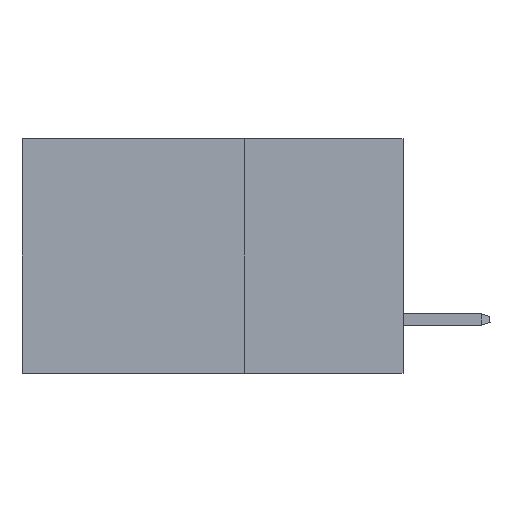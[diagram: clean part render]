
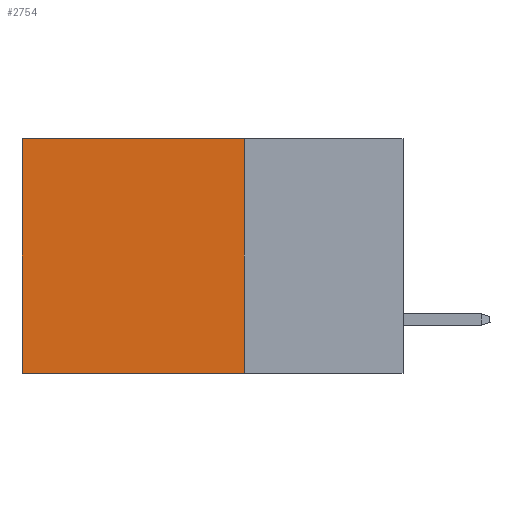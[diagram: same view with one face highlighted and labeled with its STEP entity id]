
A CAD part, left-side view. The second image highlights one B-rep face of the part: STEP entity #2754.
In plain terms, the highlighted planar face has unit normal (-1, 0, 0).
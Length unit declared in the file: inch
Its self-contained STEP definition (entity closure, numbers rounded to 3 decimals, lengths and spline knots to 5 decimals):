
#533 = CARTESIAN_POINT ( 'NONE',  ( 0.2875, 0.25, -0.37 ) ) ;
#965 = EDGE_CURVE ( 'NONE', #10628, #28301, #11245, .T. ) ;
#1744 = DIRECTION ( 'NONE',  ( 1., 0., 0. ) ) ;
#1956 = CARTESIAN_POINT ( 'NONE',  ( 0.2875, 0.6, 0. ) ) ;
#2143 = ORIENTED_EDGE ( 'NONE', *, *, #15413, .T. ) ;
#2754 = ADVANCED_FACE ( 'NONE', ( #27755 ), #10539, .F. ) ;
#5563 = ORIENTED_EDGE ( 'NONE', *, *, #965, .F. ) ;
#5933 = DIRECTION ( 'NONE',  ( 0., 0., -1. ) ) ;
#6301 = EDGE_LOOP ( 'NONE', ( #2143, #10949, #5563, #22660 ) ) ;
#6773 = DIRECTION ( 'NONE',  ( 0., 0., -1. ) ) ;
#8729 = LINE ( 'NONE', #1956, #12555 ) ;
#9704 = EDGE_CURVE ( 'NONE', #10628, #11075, #11665, .T. ) ;
#10035 = VERTEX_POINT ( 'NONE', #15703 ) ;
#10539 = PLANE ( 'NONE',  #22943 ) ;
#10628 = VERTEX_POINT ( 'NONE', #20421 ) ;
#10755 = DIRECTION ( 'NONE',  ( 0., 0., -1. ) ) ;
#10949 = ORIENTED_EDGE ( 'NONE', *, *, #11017, .F. ) ;
#11017 = EDGE_CURVE ( 'NONE', #28301, #10035, #15352, .T. ) ;
#11075 = VERTEX_POINT ( 'NONE', #26455 ) ;
#11245 = LINE ( 'NONE', #13133, #24472 ) ;
#11665 = LINE ( 'NONE', #15592, #24368 ) ;
#12555 = VECTOR ( 'NONE', #10755, 39.37008 ) ;
#13133 = CARTESIAN_POINT ( 'NONE',  ( 0.2875, 0.25, 0. ) ) ;
#13302 = DIRECTION ( 'NONE',  ( 0., 1., 0. ) ) ;
#14280 = VECTOR ( 'NONE', #13302, 39.37008 ) ;
#15352 = LINE ( 'NONE', #15923, #14280 ) ;
#15413 = EDGE_CURVE ( 'NONE', #11075, #10035, #8729, .T. ) ;
#15592 = CARTESIAN_POINT ( 'NONE',  ( 0.2875, 0.25, 0. ) ) ;
#15703 = CARTESIAN_POINT ( 'NONE',  ( 0.2875, 0.6, -0.37 ) ) ;
#15923 = CARTESIAN_POINT ( 'NONE',  ( 0.2875, 0.25, -0.37 ) ) ;
#19373 = CARTESIAN_POINT ( 'NONE',  ( 0.2875, 0.25, 0. ) ) ;
#20421 = CARTESIAN_POINT ( 'NONE',  ( 0.2875, 0.25, 0. ) ) ;
#22509 = DIRECTION ( 'NONE',  ( 0., 1., 0. ) ) ;
#22660 = ORIENTED_EDGE ( 'NONE', *, *, #9704, .T. ) ;
#22943 = AXIS2_PLACEMENT_3D ( 'NONE', #19373, #1744, #5933 ) ;
#24368 = VECTOR ( 'NONE', #22509, 39.37008 ) ;
#24472 = VECTOR ( 'NONE', #6773, 39.37008 ) ;
#26455 = CARTESIAN_POINT ( 'NONE',  ( 0.2875, 0.6, 0. ) ) ;
#27755 = FACE_OUTER_BOUND ( 'NONE', #6301, .T. ) ;
#28301 = VERTEX_POINT ( 'NONE', #533 ) ;
